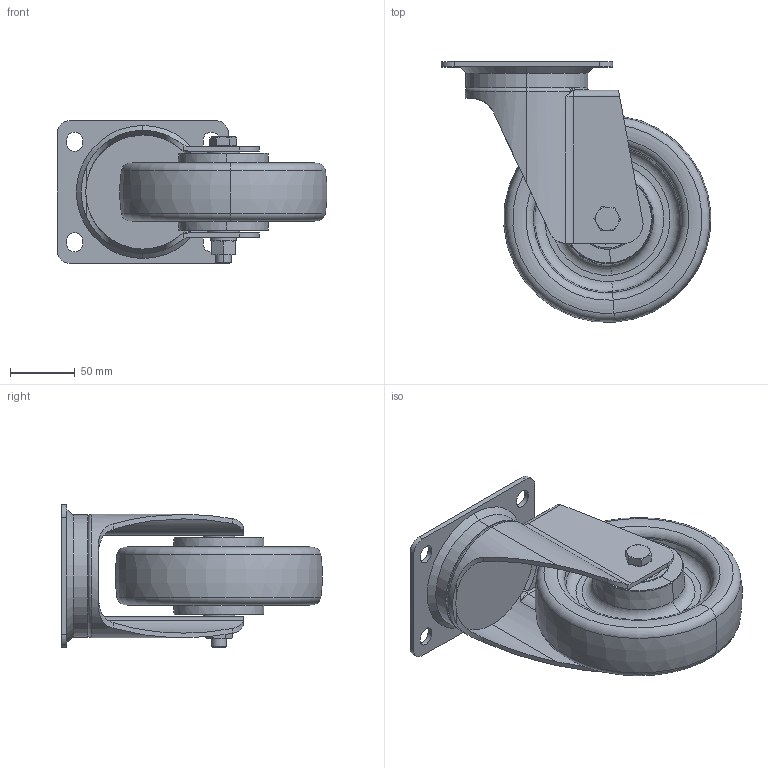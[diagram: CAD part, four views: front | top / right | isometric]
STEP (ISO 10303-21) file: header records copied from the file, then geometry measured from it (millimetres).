
FILE_DESCRIPTION (( 'STEP AP214' ), '1' );
FILE_NAME ('0029887_L-MV-EPUK-160-K-3_(A-01).step', '2019-10-08T08:24:19', ( '' ), ( '' ), 'SwSTEP 2.0', 'SolidWorks 2018', '' );
FILE_SCHEMA (( 'AUTOMOTIVE_DESIGN' ));
Length unit declared in the file: millimetre
Products named in the file (1): 0029887_L-MV-EPUK-160-K-3_(A-01)
Bounding box: 207.67 x 200.67 x 110 mm (x, y, z)
Volume: 960951.4 mm3; surface area: 259315.2 mm2
Topology: 11 solids, 15 shells, 498 faces, 1158 edges, 705 vertices
Faces by surface type: cylinder 141, plane 141, torus 106, cone 66, bspline 44
Entity records: 21966 total; most frequent: CARTESIAN_POINT 4913, DIRECTION 2585, ORIENTED_EDGE 2308, EDGE_CURVE 1154, AXIS2_PLACEMENT_3D 1110, VERTEX_POINT 705, CIRCLE 655, EDGE_LOOP 553
